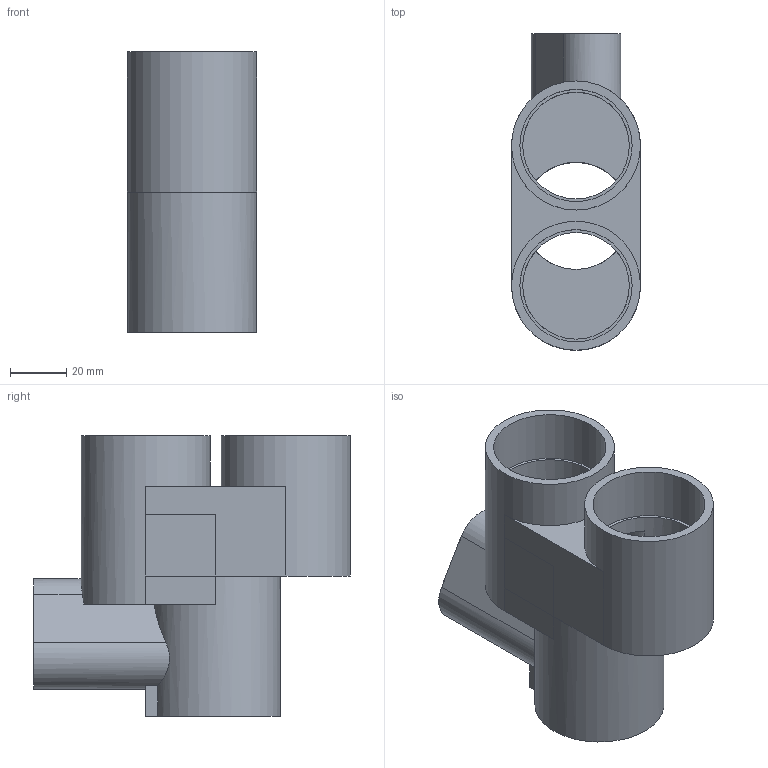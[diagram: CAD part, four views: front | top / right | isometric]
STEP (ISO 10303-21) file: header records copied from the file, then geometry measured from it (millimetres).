
FILE_DESCRIPTION(('FreeCAD Model'),'2;1');
FILE_NAME('Open CASCADE Shape Model','2024-08-26T19:55:16',(''),(''), 'Open CASCADE STEP processor 7.6','FreeCAD','Unknown');
FILE_SCHEMA(('AUTOMOTIVE_DESIGN { 1 0 10303 214 1 1 1 1 }'));
Length unit declared in the file: millimetre
Products named in the file (1): difference
Bounding box: 46 x 113 x 100 mm (x, y, z)
Volume: 110149.5 mm3; surface area: 51981.4 mm2
Topology: 1 solids, 1 shells, 61 faces, 146 edges, 87 vertices
Faces by surface type: plane 44, cylinder 17
Full cylindrical faces by diameter (mm): 4 x1, 38 x2, 38.2 x1, 40 x2, 46 x2
Entity records: 2151 total; most frequent: CARTESIAN_POINT 664, DIRECTION 328, ORIENTED_EDGE 292, EDGE_CURVE 146, AXIS2_PLACEMENT_3D 126, VERTEX_POINT 87, LINE 76, VECTOR 76
